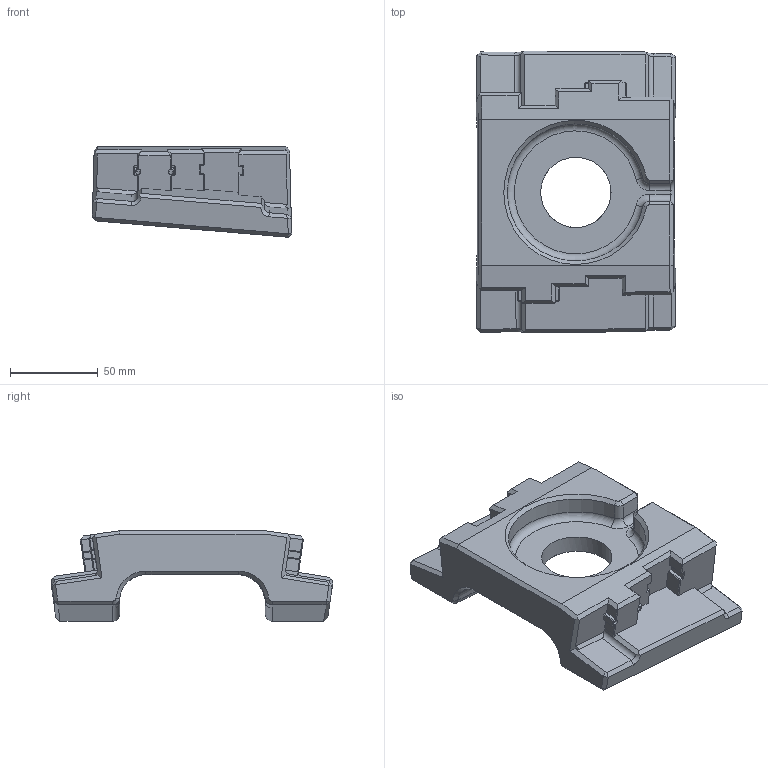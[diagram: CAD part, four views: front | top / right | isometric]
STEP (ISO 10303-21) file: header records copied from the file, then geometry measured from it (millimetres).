
FILE_DESCRIPTION(/* description */ ('Unknown'),/* implementation_level */ '2;1');
FILE_NAME(/* name */ 'rks70_mod',/* time_stamp */ '2025-04-07T10:38:26-10:00',/* author */ ('Unknown'),/* organization */ ('Unknown'),/* preprocessor_version */ 'ST-DEVELOPER v18.1',/* originating_system */ 'Solid Edge',/* authorisation */ 'Unknown');
FILE_SCHEMA (('AUTOMOTIVE_DESIGN {1 0 10303 214 3 1 1}'));
Length unit declared in the file: millimetre
Products named in the file (2): rks70_mod; rks70_fullSpaceMouse
Assembly tree (1 placements, depth 2):
  rks70_mod
    rks70_fullSpaceMouse
Bounding box: 113.38 x 160.33 x 51.51 mm (x, y, z)
Volume: 387078.1 mm3; surface area: 58874.2 mm2
Topology: 1 solids, 1 shells, 264 faces, 653 edges, 395 vertices
Faces by surface type: plane 222, bspline 19, cylinder 16, cone 4, torus 3
Full cylindrical faces by diameter (mm): 3 x4, 40 x1
Entity records: 7910 total; most frequent: CARTESIAN_POINT 1863, ORIENTED_EDGE 1292, DIRECTION 1117, EDGE_CURVE 646, LINE 543, VECTOR 543, VERTEX_POINT 393, AXIS2_PLACEMENT_3D 287
